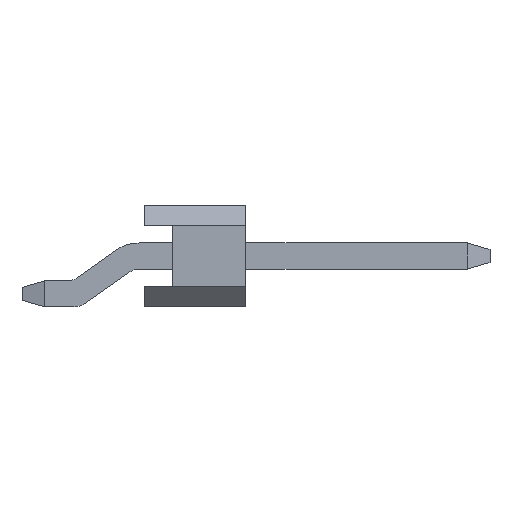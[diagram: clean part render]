
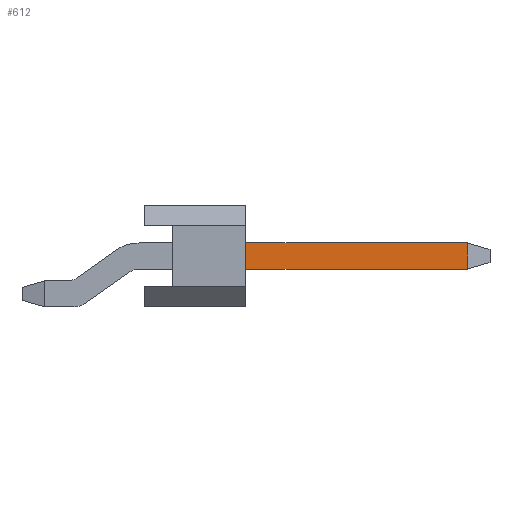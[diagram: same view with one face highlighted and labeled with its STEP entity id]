
A CAD part, left-side view. The second image highlights one B-rep face of the part: STEP entity #612.
In plain terms, the highlighted planar face has unit normal (-1, 0, 0).
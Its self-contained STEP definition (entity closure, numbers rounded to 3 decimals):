
#612=ADVANCED_FACE('',(#1325),#1326,.F.);
#1325=FACE_OUTER_BOUND('',#2150,.T.);
#1326=PLANE('',#2151);
#2150=EDGE_LOOP('',(#3865,#3866,#3867,#3868));
#2151=AXIS2_PLACEMENT_3D('',#3869,#3870,#3871);
#3865=ORIENTED_EDGE('',*,*,#5463,.F.);
#3866=ORIENTED_EDGE('',*,*,#5456,.F.);
#3867=ORIENTED_EDGE('',*,*,#5464,.T.);
#3868=ORIENTED_EDGE('',*,*,#5451,.F.);
#3869=CARTESIAN_POINT('',(-7.94,-2.666,-0.178));
#3870=DIRECTION('',(1.0,0.,0.));
#3871=DIRECTION('',(0.,0.,1.0));
#5451=EDGE_CURVE('',#6634,#6636,#6637,.T.);
#5456=EDGE_CURVE('',#6642,#6640,#6644,.T.);
#5463=EDGE_CURVE('',#6640,#6634,#6655,.T.);
#5464=EDGE_CURVE('',#6642,#6636,#6656,.T.);
#6634=VERTEX_POINT('',#8334);
#6636=VERTEX_POINT('',#8337);
#6637=LINE('',#8338,#8339);
#6640=VERTEX_POINT('',#8343);
#6642=VERTEX_POINT('',#8346);
#6644=LINE('',#8349,#8350);
#6655=LINE('',#8365,#8366);
#6656=LINE('',#8367,#8368);
#8334=CARTESIAN_POINT('',(-7.94,-2.5,0.32));
#8337=CARTESIAN_POINT('',(-7.94,-7.954,0.32));
#8338=CARTESIAN_POINT('',(-7.94,0.124,0.32));
#8339=VECTOR('',#9665,1.0);
#8343=CARTESIAN_POINT('',(-7.94,-2.5,-0.32));
#8346=CARTESIAN_POINT('',(-7.94,-7.954,-0.32));
#8349=CARTESIAN_POINT('',(-7.94,-7.954,-0.32));
#8350=VECTOR('',#9669,1.0);
#8365=CARTESIAN_POINT('',(-7.94,-2.5,-0.089));
#8366=VECTOR('',#9674,1.0);
#8367=CARTESIAN_POINT('',(-7.94,-7.954,0.161));
#8368=VECTOR('',#9675,1.0);
#9665=DIRECTION('',(0.,-1.0,0.));
#9669=DIRECTION('',(0.0,1.0,0.));
#9674=DIRECTION('',(0.,0.,1.0));
#9675=DIRECTION('',(0.,0.,1.0));
